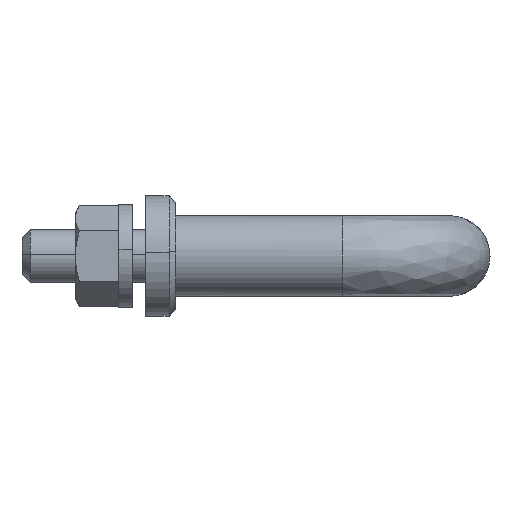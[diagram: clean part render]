
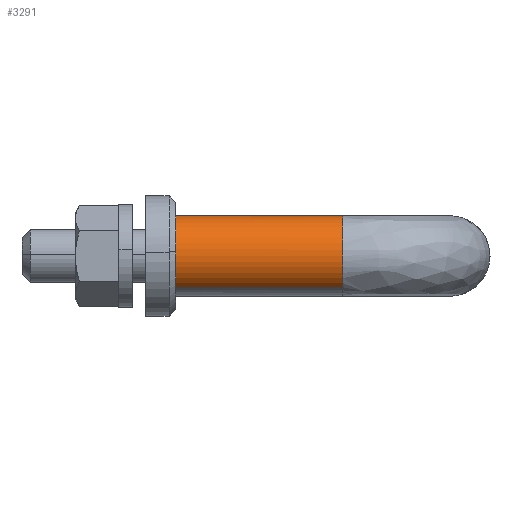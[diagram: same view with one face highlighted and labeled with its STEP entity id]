
A CAD part, left-side view. The second image highlights one B-rep face of the part: STEP entity #3291.
In plain terms, the highlighted free-form (B-spline) face has degree [2, 1] with [5, 2] control points.
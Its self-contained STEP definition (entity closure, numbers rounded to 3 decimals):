
#3178=CARTESIAN_POINT('',(3.735,0.7,4.696));
#3179=CARTESIAN_POINT('',(-0.961,0.7,8.431));
#3180=CARTESIAN_POINT('',(-4.696,0.7,3.735));
#3181=CARTESIAN_POINT('',(-8.431,0.7,-0.961));
#3182=CARTESIAN_POINT('',(-3.735,0.7,-4.696));
#3183=CARTESIAN_POINT('',(3.735,-28.718,4.696));
#3184=CARTESIAN_POINT('',(-0.961,-28.718,8.431));
#3185=CARTESIAN_POINT('',(-4.696,-28.718,3.735));
#3186=CARTESIAN_POINT('',(-8.431,-28.718,-0.961));
#3187=CARTESIAN_POINT('',(-3.735,-28.718,-4.696));
#3195=(BOUNDED_SURFACE()B_SPLINE_SURFACE(2,1,((#3178,#3183),(#3179,#3184),(#3180,#3185),(#3181,#3186),(#3182,#3187)),.UNSPECIFIED.,.F.,.F.,.U.)B_SPLINE_SURFACE_WITH_KNOTS((3,2,3),(2,2),(0.0,9.941,19.882),(0.0,29.418),.UNSPECIFIED.)GEOMETRIC_REPRESENTATION_ITEM()RATIONAL_B_SPLINE_SURFACE(((1.0,1.0),(0.707,0.707),(1.0,1.0),(0.707,0.707),(1.0,1.0)))REPRESENTATION_ITEM('')SURFACE());
#3196=CARTESIAN_POINT('',(-0.075,-28.,6.));
#3197=VERTEX_POINT('',#3196);
#3198=CARTESIAN_POINT('',(3.735,-28.0,4.696));
#3199=VERTEX_POINT('',#3198);
#3200=CARTESIAN_POINT('',(-0.075,-28.,6.));
#3201=CARTESIAN_POINT('',(-0.038,-28.0,6.0));
#3202=CARTESIAN_POINT('',(0.,-28.0,6.0));
#3203=CARTESIAN_POINT('',(2.095,-28.0,6.0));
#3204=CARTESIAN_POINT('',(3.735,-28.,4.696));
#3212=(BOUNDED_CURVE()B_SPLINE_CURVE(2,(#3200,#3201,#3202,#3203,#3204),.UNSPECIFIED.,.F.,.U.)B_SPLINE_CURVE_WITH_KNOTS((3,2,3),(0.748,0.75,0.858),.UNSPECIFIED.)CURVE()GEOMETRIC_REPRESENTATION_ITEM()RATIONAL_B_SPLINE_CURVE((0.995,0.997,1.0,0.874,0.856))REPRESENTATION_ITEM(''));
#3213=EDGE_CURVE('',#3197,#3199,#3212,.T.);
#3214=ORIENTED_EDGE('',*,*,#3213,.T.);
#3215=CARTESIAN_POINT('',(3.735,0.,4.696));
#3216=VERTEX_POINT('',#3215);
#3217=CARTESIAN_POINT('',(3.735,0.,4.696));
#3218=CARTESIAN_POINT('',(3.735,-28.0,4.696));
#3219=QUASI_UNIFORM_CURVE('',1,(#3217,#3218),.UNSPECIFIED.,.F.,.U.);
#3220=EDGE_CURVE('',#3216,#3199,#3219,.T.);
#3221=ORIENTED_EDGE('',*,*,#3220,.F.);
#3222=CARTESIAN_POINT('',(-6.0,0.0,0.0));
#3223=VERTEX_POINT('',#3222);
#3224=CARTESIAN_POINT('',(-6.0,0.0,0.0));
#3225=CARTESIAN_POINT('',(-6.0,0.0,6.0));
#3226=CARTESIAN_POINT('',(0.0,0.0,6.0));
#3227=CARTESIAN_POINT('',(2.095,0.0,6.));
#3228=CARTESIAN_POINT('',(3.735,0.,4.696));
#3236=(BOUNDED_CURVE()B_SPLINE_CURVE(2,(#3224,#3225,#3226,#3227,#3228),.UNSPECIFIED.,.F.,.U.)B_SPLINE_CURVE_WITH_KNOTS((3,2,3),(0.5,0.75,0.858),.UNSPECIFIED.)CURVE()GEOMETRIC_REPRESENTATION_ITEM()RATIONAL_B_SPLINE_CURVE((1.0,0.707,1.0,0.874,0.856))REPRESENTATION_ITEM(''));
#3237=EDGE_CURVE('',#3223,#3216,#3236,.T.);
#3238=ORIENTED_EDGE('',*,*,#3237,.F.);
#3239=CARTESIAN_POINT('',(-3.735,0.,-4.696));
#3240=VERTEX_POINT('',#3239);
#3241=CARTESIAN_POINT('',(-3.735,0.,-4.696));
#3242=CARTESIAN_POINT('',(-6.,0.0,-2.894));
#3243=CARTESIAN_POINT('',(-6.0,0.0,0.0));
#3251=(BOUNDED_CURVE()B_SPLINE_CURVE(2,(#3241,#3242,#3243),.UNSPECIFIED.,.F.,.U.)B_SPLINE_CURVE_WITH_KNOTS((3,3),(0.358,0.5),.UNSPECIFIED.)CURVE()GEOMETRIC_REPRESENTATION_ITEM()RATIONAL_B_SPLINE_CURVE((0.856,0.833,1.0))REPRESENTATION_ITEM(''));
#3252=EDGE_CURVE('',#3240,#3223,#3251,.T.);
#3253=ORIENTED_EDGE('',*,*,#3252,.F.);
#3254=CARTESIAN_POINT('',(-3.735,-28.0,-4.696));
#3255=VERTEX_POINT('',#3254);
#3256=CARTESIAN_POINT('',(-3.735,0.,-4.696));
#3257=CARTESIAN_POINT('',(-3.735,-28.0,-4.696));
#3258=QUASI_UNIFORM_CURVE('',1,(#3256,#3257),.UNSPECIFIED.,.F.,.U.);
#3259=EDGE_CURVE('',#3240,#3255,#3258,.T.);
#3260=ORIENTED_EDGE('',*,*,#3259,.T.);
#3261=CARTESIAN_POINT('',(-6.,-28.0,0.0));
#3262=VERTEX_POINT('',#3261);
#3263=CARTESIAN_POINT('',(-3.735,-28.,-4.696));
#3264=CARTESIAN_POINT('',(-6.,-28.0,-2.894));
#3265=CARTESIAN_POINT('',(-6.,-28.0,0.0));
#3273=(BOUNDED_CURVE()B_SPLINE_CURVE(2,(#3263,#3264,#3265),.UNSPECIFIED.,.F.,.U.)B_SPLINE_CURVE_WITH_KNOTS((3,3),(0.358,0.5),.UNSPECIFIED.)CURVE()GEOMETRIC_REPRESENTATION_ITEM()RATIONAL_B_SPLINE_CURVE((0.856,0.833,1.0))REPRESENTATION_ITEM(''));
#3274=EDGE_CURVE('',#3255,#3262,#3273,.T.);
#3275=ORIENTED_EDGE('',*,*,#3274,.T.);
#3276=CARTESIAN_POINT('',(-6.,-28.0,0.0));
#3277=CARTESIAN_POINT('',(-6.,-28.,5.925));
#3278=CARTESIAN_POINT('',(-0.075,-28.,6.));
#3286=(BOUNDED_CURVE()B_SPLINE_CURVE(2,(#3276,#3277,#3278),.UNSPECIFIED.,.F.,.U.)B_SPLINE_CURVE_WITH_KNOTS((3,3),(0.5,0.748),.UNSPECIFIED.)CURVE()GEOMETRIC_REPRESENTATION_ITEM()RATIONAL_B_SPLINE_CURVE((1.0,0.71,0.995))REPRESENTATION_ITEM(''));
#3287=EDGE_CURVE('',#3262,#3197,#3286,.T.);
#3288=ORIENTED_EDGE('',*,*,#3287,.T.);
#3289=EDGE_LOOP('',(#3214,#3221,#3238,#3253,#3260,#3275,#3288));
#3290=FACE_OUTER_BOUND('',#3289,.T.);
#3291=ADVANCED_FACE('',(#3290),#3195,.T.);
